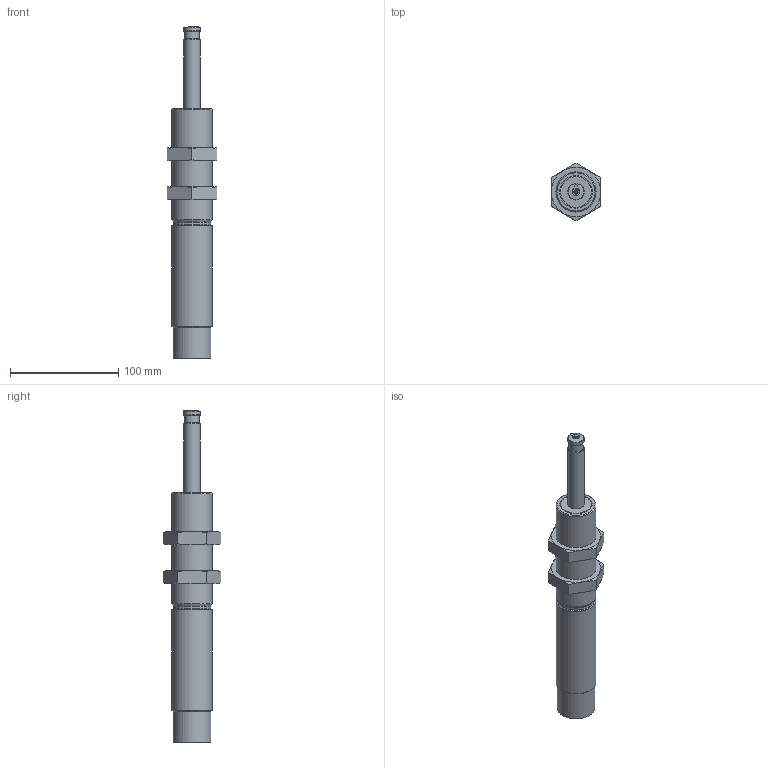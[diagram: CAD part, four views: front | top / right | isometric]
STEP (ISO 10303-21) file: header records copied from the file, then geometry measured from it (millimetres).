
FILE_DESCRIPTION(/* description */ ('STEP AP214'),/* implementation_level */ '2;1');
FILE_NAME(/* name */ '1155696_DYHR-32-60-Y5',/* time_stamp */ '2024-08-23T15:53:45+02:00',/* author */ ('License CC BY-ND 4.0'),/* organization */ ('CADENAS'),/* preprocessor_version */ 'ST-DEVELOPER v19.3',/* originating_system */ 'PARTsolutions',/* authorisation */ ' ');
FILE_SCHEMA (('AUTOMOTIVE_DESIGN {1 0 10303 214 3 1 1}'));
Length unit declared in the file: millimetre
Products named in the file (3): 1155696 DYHR-32-60-Y5---(60); 1155696 DYHR-32-60-Y5p---(60); 237259 YSR-32 M37x1.5-12-46
Assembly tree (3 placements, depth 2):
  1155696 DYHR-32-60-Y5---(60)
    1155696 DYHR-32-60-Y5p---(60)
    237259 YSR-32 M37x1.5-12-46  x2
Bounding box: 46 x 53.12 x 306.12 mm (x, y, z)
Volume: 262817.5 mm3; surface area: 43229.8 mm2
Topology: 3 solids, 3 shells, 75 faces, 167 edges, 104 vertices
Faces by surface type: plane 35, cone 20, cylinder 14, torus 6
Full cylindrical faces by diameter (mm): 6 x1, 13.5 x1, 15 x2, 28.5 x1, 30 x2, 31 x1, 34.7 x1, 34.8 x1, 35.376 x2, 37 x2
Entity records: 1616 total; most frequent: CARTESIAN_POINT 318, DIRECTION 262, ORIENTED_EDGE 202, AXIS2_PLACEMENT_3D 113, EDGE_CURVE 101, FACE_BOUND 100, EDGE_LOOP 98, VERTEX_POINT 79
